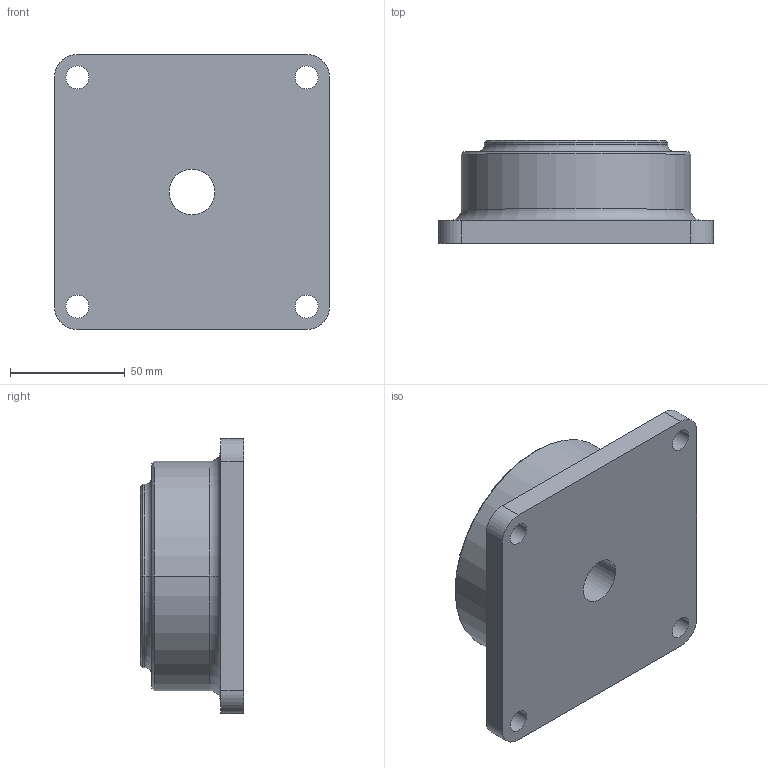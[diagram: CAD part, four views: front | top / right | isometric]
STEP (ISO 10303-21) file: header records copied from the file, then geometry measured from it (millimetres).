
FILE_DESCRIPTION((''),'2;1');
FILE_NAME('GRUNDPLATTE','2022-02-03T10:02:17',('jaeger'),(''),'CREO PARAMETRIC BY PTC INC, 2020154','CREO PARAMETRIC BY PTC INC, 2020154','');
FILE_SCHEMA(('AUTOMOTIVE_DESIGN { 1 0 10303 214 1 1 1 1 }'));
Length unit declared in the file: millimetre
Products named in the file (1): GRUNDPLATTE
Bounding box: 120 x 45 x 120 mm (x, y, z)
Volume: 380487.6 mm3; surface area: 45587.7 mm2
Topology: 1 solids, 1 shells, 43 faces, 100 edges, 62 vertices
Faces by surface type: cylinder 20, plane 9, cone 8, torus 6
Entity records: 1887 total; most frequent: DIRECTION 276, CARTESIAN_POINT 228, ORIENTED_EDGE 200, AXIS2_PLACEMENT_3D 113, PRESENTATION_STYLE_ASSIGNMENT 109, STYLED_ITEM 109, CURVE_STYLE 108, EDGE_CURVE 100
